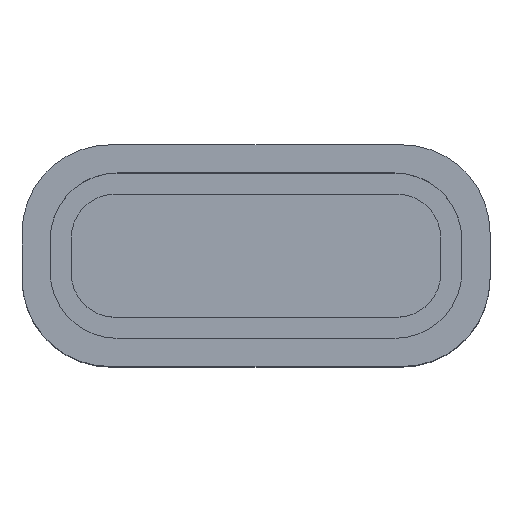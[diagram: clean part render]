
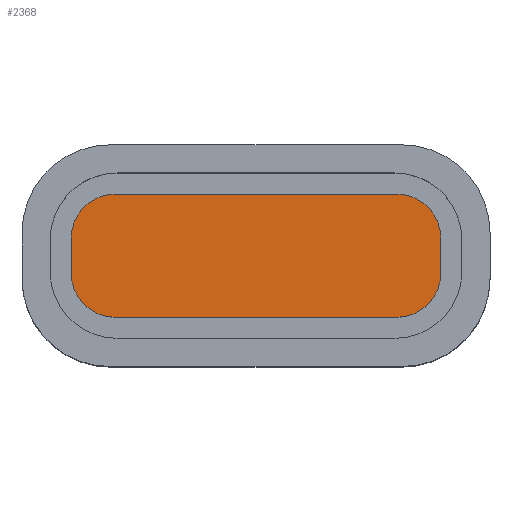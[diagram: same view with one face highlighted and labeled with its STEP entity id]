
A CAD part, top view. The second image highlights one B-rep face of the part: STEP entity #2368.
In plain terms, the highlighted planar face has unit normal (0, 0, 1).
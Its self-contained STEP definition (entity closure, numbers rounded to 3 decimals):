
#715=CARTESIAN_POINT('',(-8.,1.,20.4));
#716=DIRECTION('',(0.,0.,-1.));
#717=DIRECTION('',(-1.,0.,0.));
#718=AXIS2_PLACEMENT_3D('',#715,#716,#717);
#720=DIRECTION('',(1.,0.,0.));
#721=VECTOR('',#720,16.);
#722=CARTESIAN_POINT('',(-8.,3.5,20.4));
#723=LINE('',#722,#721);
#724=CARTESIAN_POINT('',(8.,1.,20.4));
#725=DIRECTION('',(0.,0.,-1.));
#726=DIRECTION('',(0.,1.,0.));
#727=AXIS2_PLACEMENT_3D('',#724,#725,#726);
#729=DIRECTION('',(0.,-1.,0.));
#730=VECTOR('',#729,2.);
#731=CARTESIAN_POINT('',(10.5,1.,20.4));
#732=LINE('',#731,#730);
#733=CARTESIAN_POINT('',(8.,-1.,20.4));
#734=DIRECTION('',(0.,0.,-1.));
#735=DIRECTION('',(1.,0.,0.));
#736=AXIS2_PLACEMENT_3D('',#733,#734,#735);
#738=DIRECTION('',(-1.,0.,0.));
#739=VECTOR('',#738,16.);
#740=CARTESIAN_POINT('',(8.,-3.5,20.4));
#741=LINE('',#740,#739);
#742=CARTESIAN_POINT('',(-8.,-1.,20.4));
#743=DIRECTION('',(0.,0.,-1.));
#744=DIRECTION('',(0.,-1.,0.));
#745=AXIS2_PLACEMENT_3D('',#742,#743,#744);
#747=DIRECTION('',(0.,1.,0.));
#748=VECTOR('',#747,2.);
#749=CARTESIAN_POINT('',(-10.5,-1.,20.4));
#750=LINE('',#749,#748);
#919=CARTESIAN_POINT('',(-10.5,1.,20.4));
#920=CARTESIAN_POINT('',(-8.,3.5,20.4));
#921=VERTEX_POINT('',#919);
#922=VERTEX_POINT('',#920);
#923=CARTESIAN_POINT('',(8.,3.5,20.4));
#924=VERTEX_POINT('',#923);
#925=CARTESIAN_POINT('',(10.5,1.,20.4));
#926=VERTEX_POINT('',#925);
#927=CARTESIAN_POINT('',(10.5,-1.,20.4));
#928=VERTEX_POINT('',#927);
#929=CARTESIAN_POINT('',(8.,-3.5,20.4));
#930=VERTEX_POINT('',#929);
#931=CARTESIAN_POINT('',(-8.,-3.5,20.4));
#932=VERTEX_POINT('',#931);
#933=CARTESIAN_POINT('',(-10.5,-1.,20.4));
#934=VERTEX_POINT('',#933);
#2353=CARTESIAN_POINT('',(0.,0.,20.4));
#2354=DIRECTION('',(0.,0.,1.));
#2355=DIRECTION('',(1.,0.,0.));
#2356=AXIS2_PLACEMENT_3D('',#2353,#2354,#2355);
#2357=PLANE('',#2356);
#2358=ORIENTED_EDGE('',*,*,#2193,.T.);
#2359=ORIENTED_EDGE('',*,*,#2215,.T.);
#2360=ORIENTED_EDGE('',*,*,#2236,.T.);
#2361=ORIENTED_EDGE('',*,*,#2257,.T.);
#2362=ORIENTED_EDGE('',*,*,#2278,.T.);
#2363=ORIENTED_EDGE('',*,*,#2299,.T.);
#2364=ORIENTED_EDGE('',*,*,#2320,.T.);
#2365=ORIENTED_EDGE('',*,*,#2340,.T.);
#2366=EDGE_LOOP('',(#2358,#2359,#2360,#2361,#2362,#2363,#2364,#2365));
#2367=FACE_OUTER_BOUND('',#2366,.F.);
#2368=ADVANCED_FACE('',(#2367),#2357,.T.);
#719=CIRCLE('',#718,2.5);
#728=CIRCLE('',#727,2.5);
#737=CIRCLE('',#736,2.5);
#746=CIRCLE('',#745,2.5);
#2193=EDGE_CURVE('',#921,#922,#719,.T.);
#2215=EDGE_CURVE('',#922,#924,#723,.T.);
#2236=EDGE_CURVE('',#924,#926,#728,.T.);
#2257=EDGE_CURVE('',#926,#928,#732,.T.);
#2278=EDGE_CURVE('',#928,#930,#737,.T.);
#2299=EDGE_CURVE('',#930,#932,#741,.T.);
#2320=EDGE_CURVE('',#932,#934,#746,.T.);
#2340=EDGE_CURVE('',#934,#921,#750,.T.);
